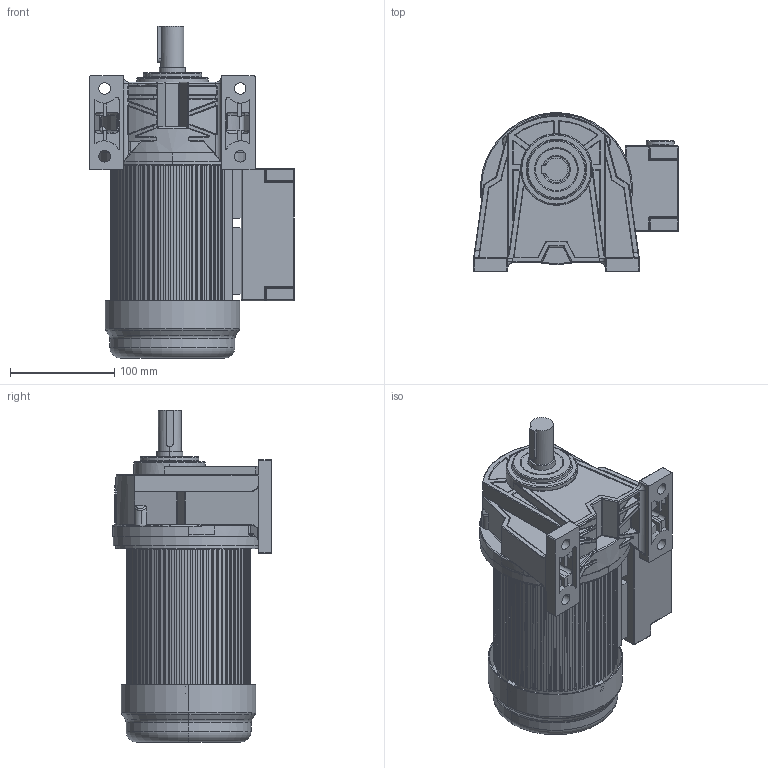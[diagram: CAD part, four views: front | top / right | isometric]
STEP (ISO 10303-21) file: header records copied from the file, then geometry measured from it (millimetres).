
FILE_DESCRIPTION((''),'2;1');
FILE_NAME('GH-22-200-I-A-B-G2-RT_ASM','2024-01-31T11:38:20',('mayn'),(''),'CREO PARAMETRIC BY PTC INC, 2020053','CREO PARAMETRIC BY PTC INC, 2020053','');
FILE_SCHEMA(('CONFIG_CONTROL_DESIGN'));
Products named in the file (13): _1_40001; 127-55_AO_1_2_3_4_000; MANIFOLD_SOLID_BRE0011; _GH22__AO_1_2_3_4_000; MANIFOLD_SOLID_BRE0012; GH22__ASM_AO_1_2_30003_ASM; G22JIGGONG_AO_1_2_0003; ASM0002_ASM_1_ASM_0006_ASM; 110_130_AO_1_2_3_40002; 110_AO_1_2_3_4_500; GH-22-200-I-A-G2-R0003_ASM; GH-22-200-I-A-B-G2-RT_1_ASM; GH-22-200-I-A-B-G2-RT_ASM
Assembly tree (12 placements, depth 6):
  GH-22-200-I-A-B-G2-RT_ASM
    GH-22-200-I-A-B-G2-RT_1_ASM
      _1_40001
      GH-22-200-I-A-G2-R0003_ASM
        127-55_AO_1_2_3_4_000
        ASM0002_ASM_1_ASM_0006_ASM
          GH22__ASM_AO_1_2_30003_ASM
            MANIFOLD_SOLID_BRE0011
            _GH22__AO_1_2_3_4_000
            MANIFOLD_SOLID_BRE0012
          G22JIGGONG_AO_1_2_0003
        110_130_AO_1_2_3_40002
        110_AO_1_2_3_4_500
Bounding box: 196.4 x 152.19 x 318.41 mm (x, y, z)
Volume: 1136802.1 mm3; surface area: 511507.2 mm2
Topology: 7 solids, 15 shells, 2829 faces, 7993 edges, 5086 vertices
Faces by surface type: plane 1380, cylinder 842, torus 260, bspline 130, sphere 116, cone 97, extrusion 4
Entity records: 105379 total; most frequent: CARTESIAN_POINT 31454, ORIENTED_EDGE 15758, DIRECTION 15311, EDGE_CURVE 7918, AXIS2_PLACEMENT_3D 5262, VERTEX_POINT 5086, VECTOR 4787, LINE 4783
